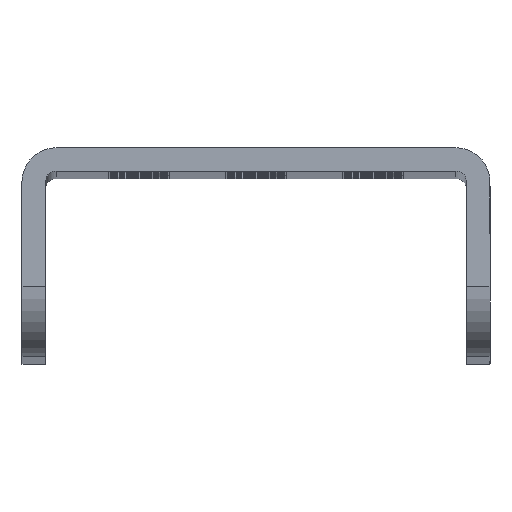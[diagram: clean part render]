
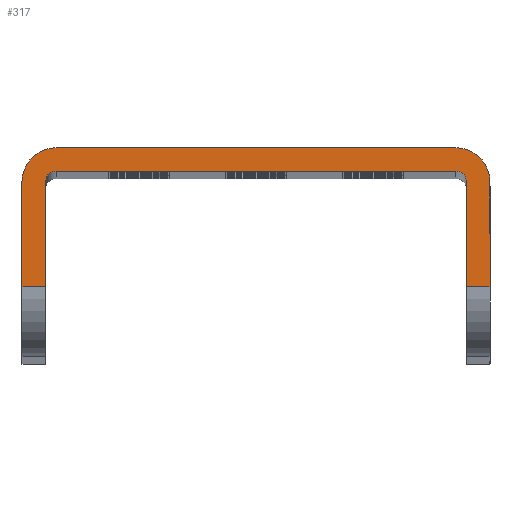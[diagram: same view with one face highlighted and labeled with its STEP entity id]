
A CAD part, top view. The second image highlights one B-rep face of the part: STEP entity #317.
In plain terms, the highlighted planar face has unit normal (0, 0, 1).
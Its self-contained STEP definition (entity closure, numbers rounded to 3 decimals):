
#13 = CARTESIAN_POINT ( 'NONE',  ( -26.503, 6.743, 392. ) ) ;
#53 = CIRCLE ( 'NONE', #8138, 2.337 ) ;
#285 = CIRCLE ( 'NONE', #10898, 0.737 ) ;
#317 = ADVANCED_FACE ( 'NONE', ( #13383 ), #3425, .T. ) ;
#343 = EDGE_CURVE ( 'NONE', #9652, #12063, #10086, .T. ) ;
#453 = VERTEX_POINT ( 'NONE', #8269 ) ;
#540 = CARTESIAN_POINT ( 'NONE',  ( -28.84, 6.743, 392. ) ) ;
#599 = VERTEX_POINT ( 'NONE', #12464 ) ;
#617 = EDGE_LOOP ( 'NONE', ( #7289, #5066, #4623, #4388, #10174, #12280, #6596, #4298, #7922, #1955, #12498, #13865 ) ) ;
#696 = CARTESIAN_POINT ( 'NONE',  ( -28.103, 6.743, 392. ) ) ;
#783 = EDGE_CURVE ( 'NONE', #453, #11497, #10199, .T. ) ;
#871 = CARTESIAN_POINT ( 'NONE',  ( -26.503, -2.757, 392. ) ) ;
#942 = CARTESIAN_POINT ( 'NONE',  ( -56.167, 4.406, 392. ) ) ;
#1351 = EDGE_CURVE ( 'NONE', #599, #8304, #1494, .T. ) ;
#1494 = LINE ( 'NONE', #13404, #13322 ) ;
#1633 = VECTOR ( 'NONE', #3631, 1000. ) ;
#1884 = VERTEX_POINT ( 'NONE', #540 ) ;
#1955 = ORIENTED_EDGE ( 'NONE', *, *, #10847, .T. ) ;
#1956 = AXIS2_PLACEMENT_3D ( 'NONE', #6523, #12150, #4343 ) ;
#2132 = EDGE_CURVE ( 'NONE', #6118, #5340, #4573, .T. ) ;
#2375 = VECTOR ( 'NONE', #5286, 1000. ) ;
#2607 = CIRCLE ( 'NONE', #8156, 2.337 ) ;
#2858 = DIRECTION ( 'NONE',  ( 0., -1., 0. ) ) ;
#3425 = PLANE ( 'NONE',  #6905 ) ;
#3546 = DIRECTION ( 'NONE',  ( 0., 0., -1. ) ) ;
#3631 = DIRECTION ( 'NONE',  ( 0., -1., 0. ) ) ;
#3926 = CARTESIAN_POINT ( 'NONE',  ( -56.167, 6.743, 392. ) ) ;
#4128 = CARTESIAN_POINT ( 'NONE',  ( -56.903, 6.743, 392. ) ) ;
#4298 = ORIENTED_EDGE ( 'NONE', *, *, #8277, .F. ) ;
#4343 = DIRECTION ( 'NONE',  ( -1., 0., 0. ) ) ;
#4354 = VECTOR ( 'NONE', #4735, 1000. ) ;
#4388 = ORIENTED_EDGE ( 'NONE', *, *, #6567, .F. ) ;
#4535 = VECTOR ( 'NONE', #13676, 1000. ) ;
#4573 = LINE ( 'NONE', #13, #1633 ) ;
#4623 = ORIENTED_EDGE ( 'NONE', *, *, #12570, .T. ) ;
#4735 = DIRECTION ( 'NONE',  ( 0., 1., 0. ) ) ;
#4793 = VECTOR ( 'NONE', #8166, 1000. ) ;
#5066 = ORIENTED_EDGE ( 'NONE', *, *, #9829, .T. ) ;
#5222 = CARTESIAN_POINT ( 'NONE',  ( -56.903, -2.757, 392. ) ) ;
#5286 = DIRECTION ( 'NONE',  ( -1., 0., 0. ) ) ;
#5340 = VERTEX_POINT ( 'NONE', #6169 ) ;
#5421 = CARTESIAN_POINT ( 'NONE',  ( -28.103, 4.406, 392. ) ) ;
#5493 = CARTESIAN_POINT ( 'NONE',  ( -56.167, 4.406, 392. ) ) ;
#5527 = CARTESIAN_POINT ( 'NONE',  ( -56.903, -7.557, 392. ) ) ;
#5883 = EDGE_CURVE ( 'NONE', #1884, #6118, #53, .T. ) ;
#6118 = VERTEX_POINT ( 'NONE', #10333 ) ;
#6129 = LINE ( 'NONE', #696, #7540 ) ;
#6169 = CARTESIAN_POINT ( 'NONE',  ( -26.503, -2.757, 392. ) ) ;
#6501 = DIRECTION ( 'NONE',  ( 0., 0., -1. ) ) ;
#6523 = CARTESIAN_POINT ( 'NONE',  ( -28.84, 4.406, 392. ) ) ;
#6567 = EDGE_CURVE ( 'NONE', #5340, #12357, #7455, .T. ) ;
#6596 = ORIENTED_EDGE ( 'NONE', *, *, #9711, .T. ) ;
#6687 = DIRECTION ( 'NONE',  ( 1., 0., 0. ) ) ;
#6742 = EDGE_CURVE ( 'NONE', #12063, #599, #285, .T. ) ;
#6905 = AXIS2_PLACEMENT_3D ( 'NONE', #10238, #13312, #6687 ) ;
#7020 = DIRECTION ( 'NONE',  ( -1., 0., 0. ) ) ;
#7289 = ORIENTED_EDGE ( 'NONE', *, *, #1351, .T. ) ;
#7455 = LINE ( 'NONE', #871, #2375 ) ;
#7540 = VECTOR ( 'NONE', #2858, 1000. ) ;
#7656 = DIRECTION ( 'NONE',  ( 0., 0., -1. ) ) ;
#7922 = ORIENTED_EDGE ( 'NONE', *, *, #783, .F. ) ;
#7961 = CIRCLE ( 'NONE', #1956, 0.737 ) ;
#8138 = AXIS2_PLACEMENT_3D ( 'NONE', #13128, #6501, #12988 ) ;
#8156 = AXIS2_PLACEMENT_3D ( 'NONE', #5493, #7656, #12067 ) ;
#8166 = DIRECTION ( 'NONE',  ( 0., 1., 0. ) ) ;
#8267 = CARTESIAN_POINT ( 'NONE',  ( -28.84, -2.757, 392. ) ) ;
#8269 = CARTESIAN_POINT ( 'NONE',  ( -58.503, -2.757, 392. ) ) ;
#8277 = EDGE_CURVE ( 'NONE', #11497, #10858, #2607, .T. ) ;
#8297 = VERTEX_POINT ( 'NONE', #5421 ) ;
#8304 = VERTEX_POINT ( 'NONE', #14077 ) ;
#8775 = CARTESIAN_POINT ( 'NONE',  ( -58.503, 4.406, 392. ) ) ;
#9652 = VERTEX_POINT ( 'NONE', #5222 ) ;
#9711 = EDGE_CURVE ( 'NONE', #1884, #10858, #14023, .T. ) ;
#9829 = EDGE_CURVE ( 'NONE', #8304, #8297, #7961, .T. ) ;
#10086 = LINE ( 'NONE', #5527, #4354 ) ;
#10174 = ORIENTED_EDGE ( 'NONE', *, *, #2132, .F. ) ;
#10199 = LINE ( 'NONE', #12285, #4793 ) ;
#10238 = CARTESIAN_POINT ( 'NONE',  ( -56.903, 4.406, 392. ) ) ;
#10258 = DIRECTION ( 'NONE',  ( 1., 0., 0. ) ) ;
#10308 = LINE ( 'NONE', #8267, #4535 ) ;
#10333 = CARTESIAN_POINT ( 'NONE',  ( -26.503, 4.406, 392. ) ) ;
#10847 = EDGE_CURVE ( 'NONE', #453, #9652, #10308, .T. ) ;
#10858 = VERTEX_POINT ( 'NONE', #3926 ) ;
#10898 = AXIS2_PLACEMENT_3D ( 'NONE', #942, #3546, #7020 ) ;
#10961 = VECTOR ( 'NONE', #13010, 1000. ) ;
#11218 = CARTESIAN_POINT ( 'NONE',  ( -56.903, 4.406, 392. ) ) ;
#11497 = VERTEX_POINT ( 'NONE', #8775 ) ;
#12063 = VERTEX_POINT ( 'NONE', #11218 ) ;
#12067 = DIRECTION ( 'NONE',  ( -1., 0., 0. ) ) ;
#12150 = DIRECTION ( 'NONE',  ( 0., 0., -1. ) ) ;
#12280 = ORIENTED_EDGE ( 'NONE', *, *, #5883, .F. ) ;
#12285 = CARTESIAN_POINT ( 'NONE',  ( -58.503, -7.557, 392. ) ) ;
#12357 = VERTEX_POINT ( 'NONE', #14282 ) ;
#12464 = CARTESIAN_POINT ( 'NONE',  ( -56.167, 5.143, 392. ) ) ;
#12498 = ORIENTED_EDGE ( 'NONE', *, *, #343, .T. ) ;
#12570 = EDGE_CURVE ( 'NONE', #8297, #12357, #6129, .T. ) ;
#12988 = DIRECTION ( 'NONE',  ( -1., 0., 0. ) ) ;
#13010 = DIRECTION ( 'NONE',  ( -1., 0., 0. ) ) ;
#13128 = CARTESIAN_POINT ( 'NONE',  ( -28.84, 4.406, 392. ) ) ;
#13312 = DIRECTION ( 'NONE',  ( 0., 0., 1. ) ) ;
#13322 = VECTOR ( 'NONE', #10258, 1000. ) ;
#13383 = FACE_OUTER_BOUND ( 'NONE', #617, .T. ) ;
#13404 = CARTESIAN_POINT ( 'NONE',  ( -56.903, 5.143, 392. ) ) ;
#13676 = DIRECTION ( 'NONE',  ( 1., 0., 0. ) ) ;
#13865 = ORIENTED_EDGE ( 'NONE', *, *, #6742, .T. ) ;
#14023 = LINE ( 'NONE', #4128, #10961 ) ;
#14077 = CARTESIAN_POINT ( 'NONE',  ( -28.84, 5.143, 392. ) ) ;
#14282 = CARTESIAN_POINT ( 'NONE',  ( -28.103, -2.757, 392. ) ) ;
